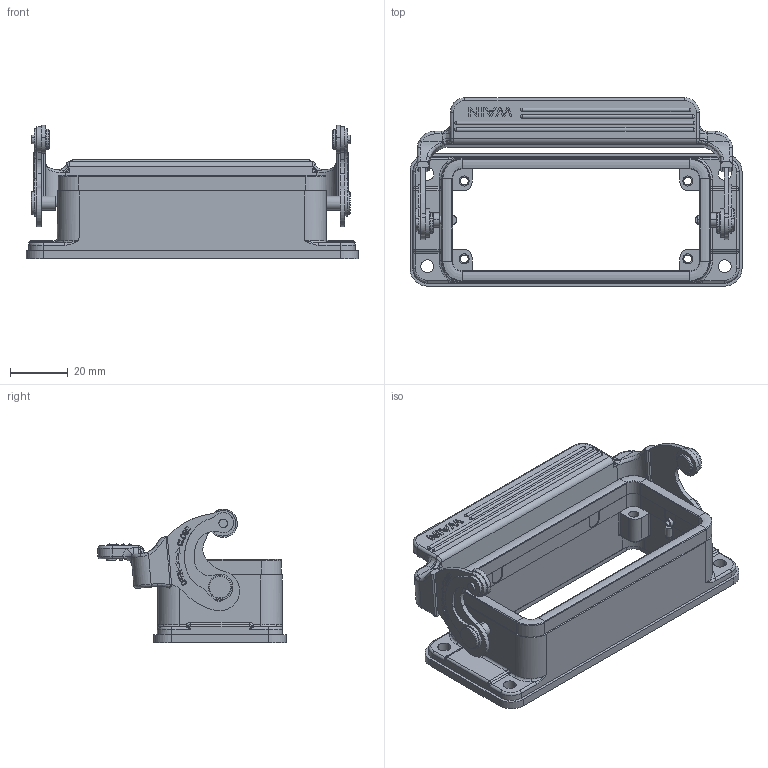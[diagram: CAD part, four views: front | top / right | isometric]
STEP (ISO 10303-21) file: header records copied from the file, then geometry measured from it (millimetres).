
FILE_DESCRIPTION((''),'2;1');
FILE_NAME('PRT0370','2017-09-29T',('dm.li'),(''),'PRO/ENGINEER BY PARAMETRIC TECHNOLOGY CORPORATION, 2012480','PRO/ENGINEER BY PARAMETRIC TECHNOLOGY CORPORATION, 2012480','');
FILE_SCHEMA(('AUTOMOTIVE_DESIGN { 1 0 10303 214 1 1 1 1 }'));
Products named in the file (1): PRT0370
Bounding box: 115 x 65.18 x 46.27 mm (x, y, z)
Volume: 48990.2 mm3; surface area: 35346.6 mm2
Topology: 1 solids, 25 shells, 1260 faces, 3366 edges, 2183 vertices
Faces by surface type: plane 511, cylinder 309, extrusion 270, bspline 66, torus 52, cone 30, sphere 22
Entity records: 51038 total; most frequent: CARTESIAN_POINT 14119, ORIENTED_EDGE 6610, DIRECTION 5398, EDGE_CURVE 3332, VERTEX_POINT 2183, VECTOR 2012, LINE 1742, AXIS2_PLACEMENT_3D 1693
